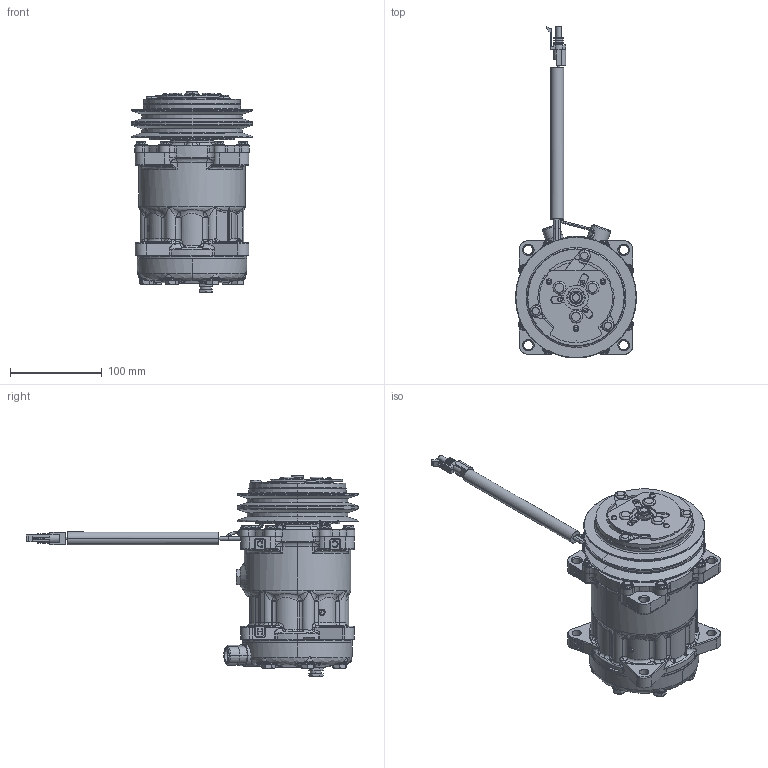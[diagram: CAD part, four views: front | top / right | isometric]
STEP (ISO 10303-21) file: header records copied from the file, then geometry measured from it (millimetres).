
FILE_DESCRIPTION (( 'STEP AP203' ), '1' );
FILE_NAME ('SANDEN_4647_REV_L_COMPR_AC1.STEP', '2011-09-15T20:04:04', ( '' ), ( '' ), 'SwSTEP 2.0', 'SolidWorks 2010', '' );
FILE_SCHEMA (( 'CONFIG_CONTROL_DESIGN' ));
Length unit declared in the file: millimetre
Products named in the file (1): SANDEN_4647_REV_L_COMPR_AC1
Bounding box: 132 x 362.3 x 219.92 mm (x, y, z)
Volume: 2126060.3 mm3; surface area: 256137.5 mm2
Topology: 3 solids, 17 shells, 2424 faces, 6128 edges, 3793 vertices
Faces by surface type: cylinder 717, plane 682, bspline 494, cone 275, torus 235, sphere 21
Entity records: 167023 total; most frequent: CARTESIAN_POINT 114352, ORIENTED_EDGE 12162, DIRECTION 9071, EDGE_CURVE 6081, VERTEX_POINT 3789, AXIS2_PLACEMENT_3D 3549, EDGE_LOOP 2612, B_SPLINE_CURVE_WITH_KNOTS 2451
